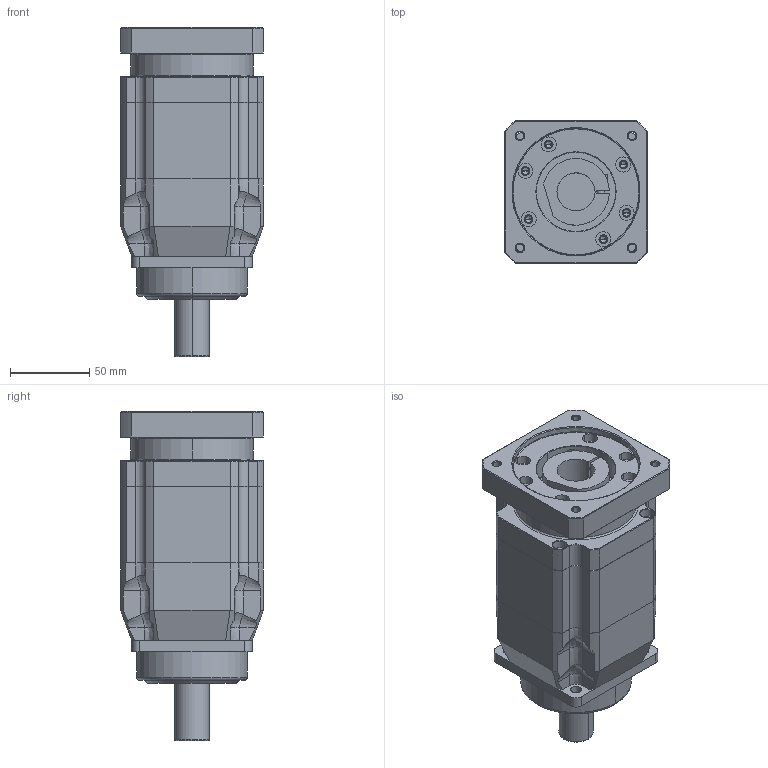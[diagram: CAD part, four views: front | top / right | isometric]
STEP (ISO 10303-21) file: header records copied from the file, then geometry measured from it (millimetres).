
FILE_DESCRIPTION((''),'2;1');
FILE_NAME('AF075A2-P0403300603_ASM','2008-09-19T',('d00080'),(''),'PRO/ENGINEER BY PARAMETRIC TECHNOLOGY CORPORATION, 2006170','PRO/ENGINEER BY PARAMETRIC TECHNOLOGY CORPORATION, 2006170','');
FILE_SCHEMA(('CONFIG_CONTROL_DESIGN'));
Length unit declared in the file: millimetre
Products named in the file (5): AF075A2; AN034A-1; P1301300001; P0403300603; AF075A2-P0403300603_ASM
Assembly tree (4 placements, depth 2):
  AF075A2-P0403300603_ASM
    AF075A2
    AN034A-1
    P1301300001
    P0403300603
Bounding box: 90 x 90 x 207.5 mm (x, y, z)
Volume: 970585.9 mm3; surface area: 133069.8 mm2
Topology: 4 solids, 16 shells, 515 faces, 1225 edges, 743 vertices
Faces by surface type: cylinder 195, plane 126, cone 94, torus 56, bspline 44
Entity records: 18104 total; most frequent: CARTESIAN_POINT 6002, DIRECTION 2629, ORIENTED_EDGE 2372, EDGE_CURVE 1211, AXIS2_PLACEMENT_3D 1059, VERTEX_POINT 743, EDGE_LOOP 598, CIRCLE 573
